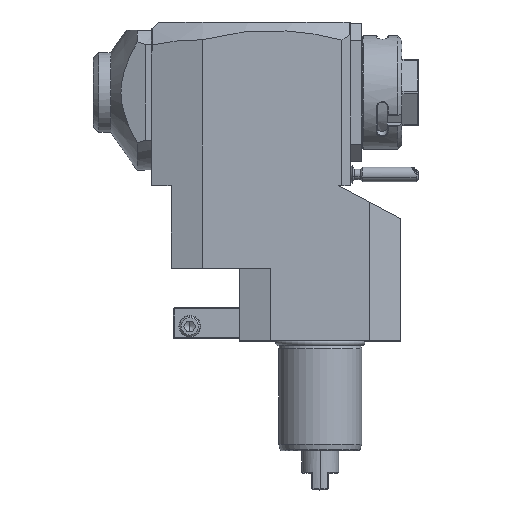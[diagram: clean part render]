
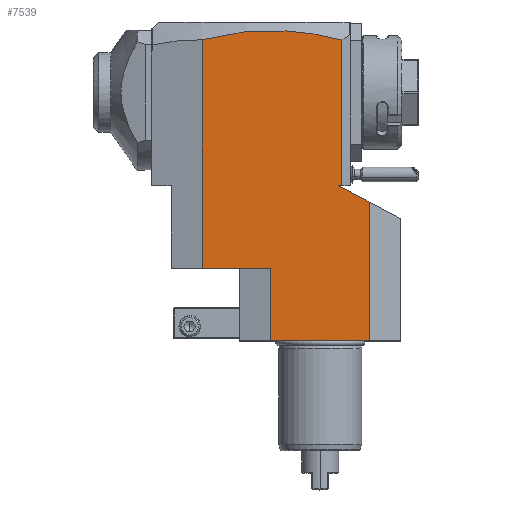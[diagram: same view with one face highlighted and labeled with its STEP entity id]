
A CAD part, top view. The second image highlights one B-rep face of the part: STEP entity #7539.
In plain terms, the highlighted planar face has unit normal (0, 0, 1).
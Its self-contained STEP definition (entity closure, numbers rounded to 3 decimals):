
#17=DIRECTION('',(-1.,0.,0.));
#18=VECTOR('',#17,48.);
#19=CARTESIAN_POINT('',(24.,0.,37.5));
#20=LINE('',#19,#18);
#63=DIRECTION('',(0.,-1.,0.));
#64=VECTOR('',#63,70.258);
#65=CARTESIAN_POINT('',(10.5,145.258,37.5));
#66=LINE('',#65,#64);
#67=DIRECTION('',(-1.,0.,0.));
#68=VECTOR('',#67,1.592);
#69=CARTESIAN_POINT('',(10.5,75.,37.5));
#70=LINE('',#69,#68);
#71=DIRECTION('',(-0.883,0.469,0.));
#72=VECTOR('',#71,17.092);
#73=CARTESIAN_POINT('',(24.,66.976,37.5));
#74=LINE('',#73,#72);
#75=CARTESIAN_POINT('',(-57.,145.435,37.5));
#76=CARTESIAN_POINT('',(-51.371,146.939,37.5));
#77=CARTESIAN_POINT('',(-40.115,149.162,37.5));
#78=CARTESIAN_POINT('',(-23.238,150.233,37.5));
#79=CARTESIAN_POINT('',(-6.365,149.072,37.5));
#80=CARTESIAN_POINT('',(4.879,146.791,37.5));
#81=CARTESIAN_POINT('',(10.5,145.258,37.5));
#2297=DIRECTION('',(0.,-1.,0.));
#2298=VECTOR('',#2297,110.435);
#2299=CARTESIAN_POINT('',(-57.,145.435,37.5));
#2300=LINE('',#2299,#2298);
#2317=DIRECTION('',(1.,0.,0.));
#2318=VECTOR('',#2317,33.);
#2319=CARTESIAN_POINT('',(-57.,35.,37.5));
#2320=LINE('',#2319,#2318);
#2942=DIRECTION('',(0.,-1.,0.));
#2943=VECTOR('',#2942,35.);
#2944=CARTESIAN_POINT('',(-24.,35.,37.5));
#2945=LINE('',#2944,#2943);
#5005=DIRECTION('',(0.,1.,0.));
#5006=VECTOR('',#5005,66.976);
#5007=CARTESIAN_POINT('',(24.,0.,37.5));
#5008=LINE('',#5007,#5006);
#6888=VERTEX_POINT('',#75);
#6889=VERTEX_POINT('',#81);
#7262=CARTESIAN_POINT('',(24.,0.,37.5));
#7263=VERTEX_POINT('',#7262);
#7264=CARTESIAN_POINT('',(-24.,0.,37.5));
#7265=VERTEX_POINT('',#7264);
#7298=CARTESIAN_POINT('',(-57.,35.,37.5));
#7300=VERTEX_POINT('',#7298);
#7312=CARTESIAN_POINT('',(10.5,75.,37.5));
#7313=VERTEX_POINT('',#7312);
#7320=CARTESIAN_POINT('',(24.,66.976,37.5));
#7321=VERTEX_POINT('',#7320);
#7428=CARTESIAN_POINT('',(8.908,75.,37.5));
#7429=VERTEX_POINT('',#7428);
#7432=CARTESIAN_POINT('',(-24.,35.,37.5));
#7433=VERTEX_POINT('',#7432);
#7516=CARTESIAN_POINT('',(-39.202,35.,37.5));
#7517=DIRECTION('',(0.,0.,1.));
#7518=DIRECTION('',(1.,0.,0.));
#7519=AXIS2_PLACEMENT_3D('',#7516,#7517,#7518);
#7520=PLANE('',#7519);
#7522=ORIENTED_EDGE('',*,*,#7521,.T.);
#7523=ORIENTED_EDGE('',*,*,#7502,.T.);
#7525=ORIENTED_EDGE('',*,*,#7524,.F.);
#7527=ORIENTED_EDGE('',*,*,#7526,.F.);
#7528=ORIENTED_EDGE('',*,*,#7449,.T.);
#7530=ORIENTED_EDGE('',*,*,#7529,.F.);
#7532=ORIENTED_EDGE('',*,*,#7531,.F.);
#7534=ORIENTED_EDGE('',*,*,#7533,.F.);
#7536=ORIENTED_EDGE('',*,*,#7535,.T.);
#7537=EDGE_LOOP('',(#7522,#7523,#7525,#7527,#7528,#7530,#7532,#7534,#7536));
#7538=FACE_OUTER_BOUND('',#7537,.F.);
#82=B_SPLINE_CURVE_WITH_KNOTS('',3,(#75,#76,#77,#78,#79,#80,#81),.UNSPECIFIED.,
.F.,.F.,(4,1,1,1,4),(0.,0.25,0.5,0.75,1.),.UNSPECIFIED.);
#7449=EDGE_CURVE('',#7263,#7265,#20,.T.);
#7502=EDGE_CURVE('',#7313,#7429,#70,.T.);
#7521=EDGE_CURVE('',#6889,#7313,#66,.T.);
#7524=EDGE_CURVE('',#7321,#7429,#74,.T.);
#7526=EDGE_CURVE('',#7263,#7321,#5008,.T.);
#7529=EDGE_CURVE('',#7433,#7265,#2945,.T.);
#7531=EDGE_CURVE('',#7300,#7433,#2320,.T.);
#7533=EDGE_CURVE('',#6888,#7300,#2300,.T.);
#7535=EDGE_CURVE('',#6888,#6889,#82,.T.);
#7539=ADVANCED_FACE('',(#7538),#7520,.T.);
